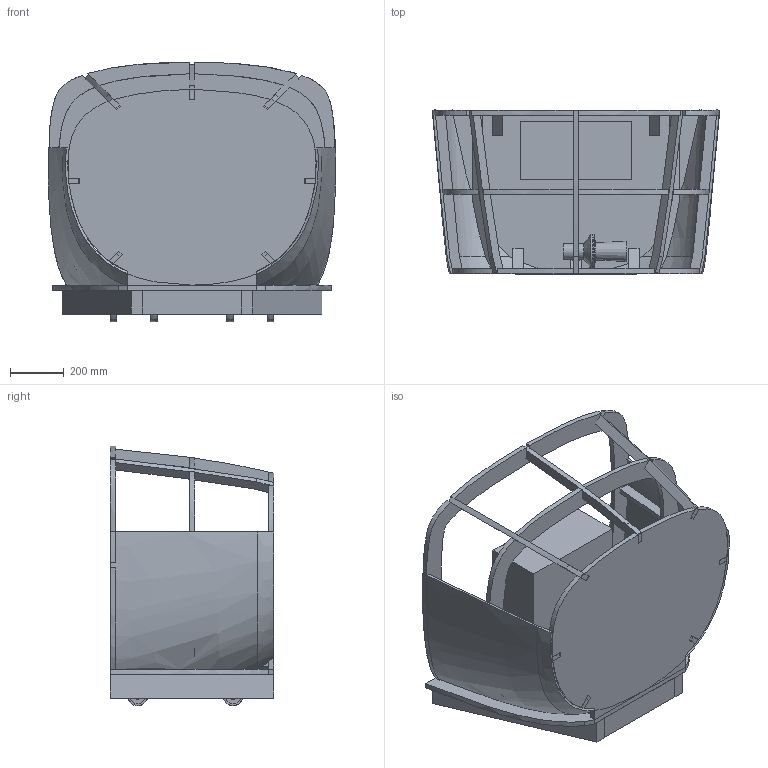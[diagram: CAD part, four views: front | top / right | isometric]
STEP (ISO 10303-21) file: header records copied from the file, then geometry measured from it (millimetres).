
FILE_DESCRIPTION(/* description */ (''),/* implementation_level */ '2;1');
FILE_NAME(/* name */ '1-0 Full Section 1 Assy_v24.step',/* time_stamp */ '2021-12-11T14:17:38-07:00',/* author */ (''),/* organization */ (''),/* preprocessor_version */ 'ST-DEVELOPER v18.1',/* originating_system */ 'Autodesk Translation Framework v10.10.0.1391',/* authorisation */ '');
FILE_SCHEMA (('AUTOMOTIVE_DESIGN { 1 0 10303 214 3 1 1 }'));
Length unit declared in the file: inch
Products named in the file (15): 1-0 Full Section 1 Assy; 1-5-000 PC; PC; 1-1 Shell Complete Assy; 1-1-100 Structure Geometry; Ribs; Stringers; Sheathing; Support Blocks; 1-1-200 Floor Assy; 1-1-202 Wheel Spacers; 1-1-203 Wheels; 890-002; 1-1 Wood; Harbor Freight Awooga Horn
Assembly tree (17 placements, depth 5):
  1-0 Full Section 1 Assy
    1-5-000 PC
      PC
    1-1 Shell Complete Assy
      1-1-100 Structure Geometry
        Ribs
        Stringers
        Sheathing
        Support Blocks
      1-1-200 Floor Assy
        1-1-202 Wheel Spacers
        1-1-203 Wheels
          890-002  x4
        1-1 Wood
    Harbor Freight Awooga Horn
Bounding box: 1071.71 x 611.16 x 968.4 mm (x, y, z)
Volume: 94753162.9 mm3; surface area: 8072638.4 mm2
Topology: 36 solids, 36 shells, 726 faces, 1690 edges, 1070 vertices
Faces by surface type: plane 461, cylinder 94, bspline 92, cone 63, torus 12, sphere 4
Full cylindrical faces by diameter (mm): 4.762 x16, 7.15 x8, 35.338 x4, 57.15 x1, 60.655 x8, 79.316 x1, 84.396 x1, 121.92 x1, 127 x2
Entity records: 19177 total; most frequent: CARTESIAN_POINT 9440, ORIENTED_EDGE 2006, DIRECTION 1674, EDGE_CURVE 1003, LINE 692, VECTOR 692, VERTEX_POINT 650, AXIS2_PLACEMENT_3D 491
